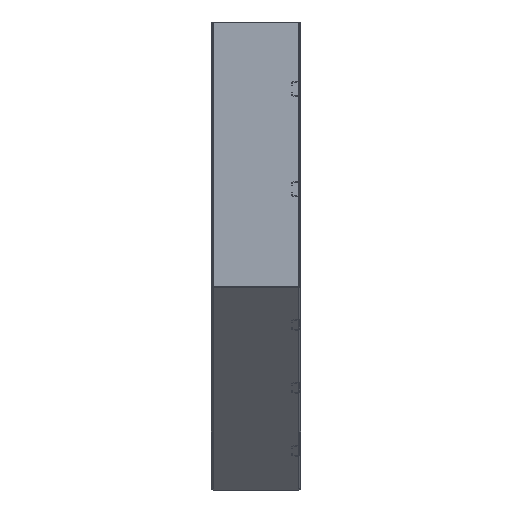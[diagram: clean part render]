
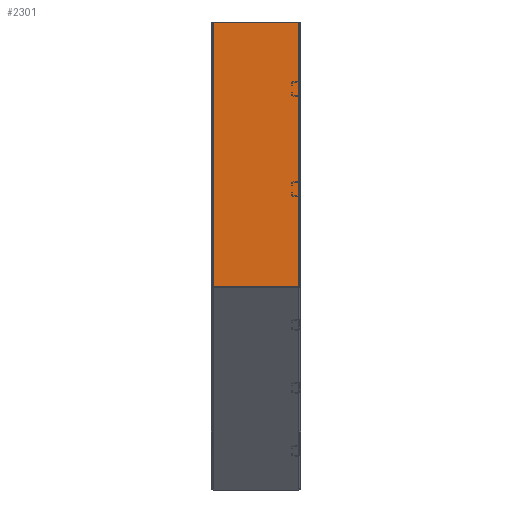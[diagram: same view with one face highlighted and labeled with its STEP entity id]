
A CAD part, left-side view. The second image highlights one B-rep face of the part: STEP entity #2301.
In plain terms, the highlighted planar face has unit normal (-1, 0, 0).
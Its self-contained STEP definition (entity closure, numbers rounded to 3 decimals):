
#1340=DIRECTION('',(0.,1.,0.));
#1341=VECTOR('',#1340,192.);
#1342=CARTESIAN_POINT('',(-300.,4.,750.));
#1343=LINE('',#1342,#1341);
#1493=DIRECTION('',(0.,0.,-1.));
#1494=VECTOR('',#1493,594.975);
#1495=CARTESIAN_POINT('',(-300.,196.,750.));
#1496=LINE('',#1495,#1494);
#1497=DIRECTION('',(0.,0.,-1.));
#1498=VECTOR('',#1497,594.975);
#1499=CARTESIAN_POINT('',(-300.,4.,750.));
#1500=LINE('',#1499,#1498);
#1521=CARTESIAN_POINT('',(-300.,4.,155.025));
#1885=DIRECTION('',(0.,1.,0.));
#1886=VECTOR('',#1885,192.);
#1887=CARTESIAN_POINT('',(-300.,4.,155.025));
#1888=LINE('',#1887,#1886);
#1905=CARTESIAN_POINT('',(-300.,4.,750.));
#1906=VERTEX_POINT('',#1905);
#1907=CARTESIAN_POINT('',(-300.,196.,750.));
#1908=VERTEX_POINT('',#1907);
#1934=VERTEX_POINT('',#1521);
#1935=CARTESIAN_POINT('',(-300.,196.,155.025));
#1936=VERTEX_POINT('',#1935);
#2288=CARTESIAN_POINT('',(-300.,4.,750.));
#2289=DIRECTION('',(-1.,0.,0.));
#2290=DIRECTION('',(0.,1.,0.));
#2291=AXIS2_PLACEMENT_3D('',#2288,#2289,#2290);
#2292=PLANE('',#2291);
#2293=ORIENTED_EDGE('',*,*,#2020,.F.);
#2295=ORIENTED_EDGE('',*,*,#2294,.T.);
#2297=ORIENTED_EDGE('',*,*,#2296,.T.);
#2298=ORIENTED_EDGE('',*,*,#2280,.F.);
#2299=EDGE_LOOP('',(#2293,#2295,#2297,#2298));
#2300=FACE_OUTER_BOUND('',#2299,.F.);
#2301=ADVANCED_FACE('',(#2300),#2292,.T.);
#2020=EDGE_CURVE('',#1906,#1908,#1343,.T.);
#2280=EDGE_CURVE('',#1908,#1936,#1496,.T.);
#2294=EDGE_CURVE('',#1906,#1934,#1500,.T.);
#2296=EDGE_CURVE('',#1934,#1936,#1888,.T.);
